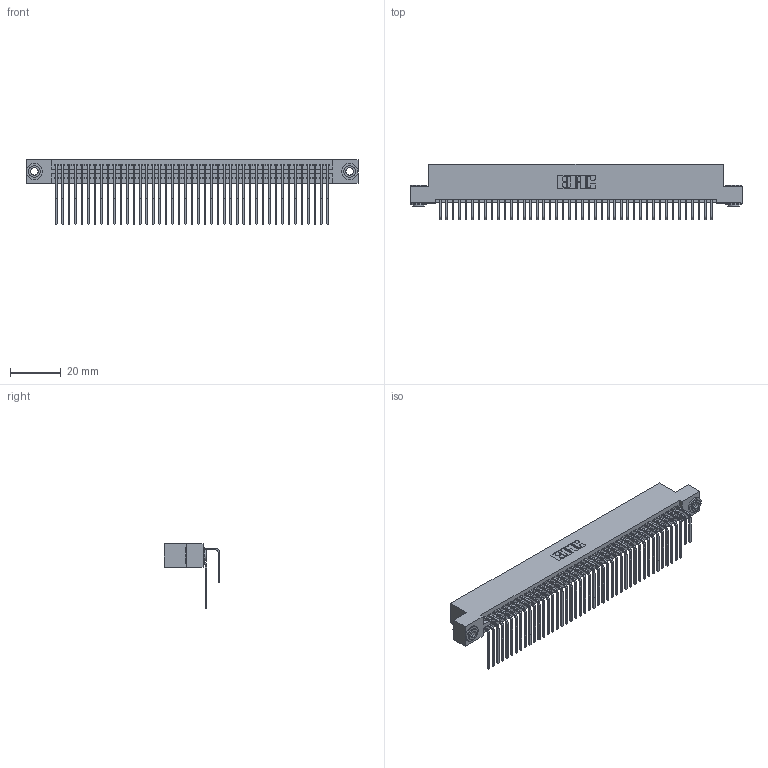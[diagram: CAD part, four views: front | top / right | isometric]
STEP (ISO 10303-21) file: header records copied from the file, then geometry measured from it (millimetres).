
FILE_DESCRIPTION (( 'STEP AP203' ), '1' );
FILE_NAME ('395-086-558-203.STEP', '2019-10-25T12:35:15', ( '' ), ( '' ), 'SwSTEP 2.0', 'SolidWorks 2016', '' );
FILE_SCHEMA (( 'CONFIG_CONTROL_DESIGN' ));
Length unit declared in the file: inch
Products named in the file (5): 345 Part_Flush Mounting Lugs - 0.156 Dia-TH; 345-292-001_558 559 Tail - 1; 345-292-001_558 Tail - 2; 345-250-002_345-250-002-102; 395-086-558-203
Assembly tree (89 placements, depth 2):
  395-086-558-203
    345 Part_Flush Mounting Lugs - 0.156 Dia-TH
    345-292-001_558 559 Tail - 1  x43
    345-292-001_558 Tail - 2  x43
    345-250-002_345-250-002-102  x2
Bounding box: 130.43 x 21.83 x 25.53 mm (x, y, z)
Volume: 13194.8 mm3; surface area: 22061.3 mm2
Topology: 89 solids, 89 shells, 4636 faces, 13747 edges, 9046 vertices
Faces by surface type: plane 3100, cylinder 1528, cone 8
Entity records: 35906 total; most frequent: CARTESIAN_POINT 6038, ORIENTED_EDGE 5914, DIRECTION 5327, EDGE_CURVE 2957, VECTOR 2589, LINE 2589, VERTEX_POINT 1966, AXIS2_PLACEMENT_3D 1369
